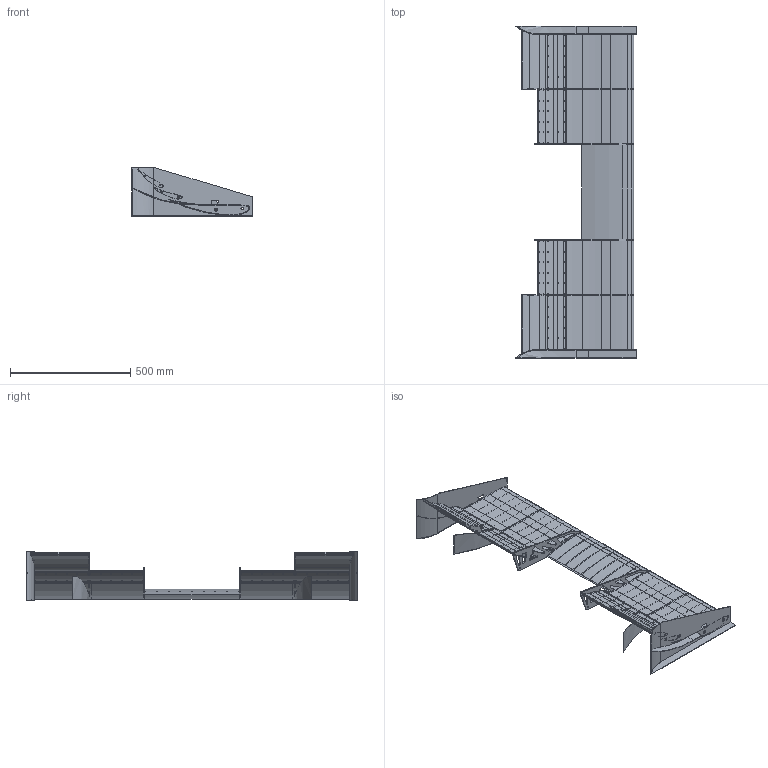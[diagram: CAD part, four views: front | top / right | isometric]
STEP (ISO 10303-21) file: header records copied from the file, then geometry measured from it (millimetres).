
FILE_DESCRIPTION(/* description */ (''),/* implementation_level */ '2;1');
FILE_NAME(/* name */ 'Fr.wing_assy.stp',/* time_stamp */ '2018-05-29T12:22:38+10:00',/* author */ ('ku_sk'),/* organization */ (''),/* preprocessor_version */ 'ST-DEVELOPER v16.13',/* originating_system */ 'Autodesk Inventor 2018',/* authorisation */ '');
FILE_SCHEMA (('AUTOMOTIVE_DESIGN { 1 0 10303 214 3 1 1 }'));
Length unit declared in the file: millimetre
Products named in the file (34): Fr.wing_assy; mainflap_center; plate; uretan_mc; GFRP_mc; mainflap_side; plate_1; uretan_ms; GFRP_ms; subflap2; plate_sf2; uretan_sf; GFRP_sf; bracket2; bracket1; axis3; axis2; axis_f1; endplate_ver2; Part1; Part2; endplate_ver21; Part11; Part21; subflap_top; subflap_top1; gurnee; gurnee_top; splitter; Part1_1; Part2_1; splitter_MIR; Part1_MIR; Part2_MIR
Assembly tree (83 placements, depth 3):
  Fr.wing_assy
    mainflap_center
      plate  x9
      uretan_mc  x8
      GFRP_mc
    mainflap_side  x4
      plate_1
      uretan_ms
      GFRP_ms
    subflap2  x4
      plate_sf2
      uretan_sf
      GFRP_sf
    bracket2  x2
    bracket1  x2
    axis3  x4
    axis2  x4
    axis_f1  x2
    endplate_ver2
      Part1
      Part2
    endplate_ver21
      Part11
      Part21
    subflap_top
    subflap_top1
    gurnee  x2
    gurnee_top  x2
    splitter
      Part1_1
      Part2_1
    splitter_MIR
      Part1_MIR
      Part2_MIR
Bounding box: 500 x 1382 x 200 mm (x, y, z)
Volume: 14414339.2 mm3; surface area: 5234553.3 mm2
Topology: 142 solids, 142 shells, 2217 faces, 5799 edges, 3866 vertices
Faces by surface type: cylinder 1805, plane 412
Full cylindrical faces by diameter (mm): 5 x4, 6 x112, 8 x2, 12 x136
Entity records: 14977 total; most frequent: CARTESIAN_POINT 2653, DIRECTION 2629, ORIENTED_EDGE 2114, AXIS2_PLACEMENT_3D 1068, EDGE_CURVE 1057, VERTEX_POINT 728, EDGE_LOOP 543, CIRCLE 534
